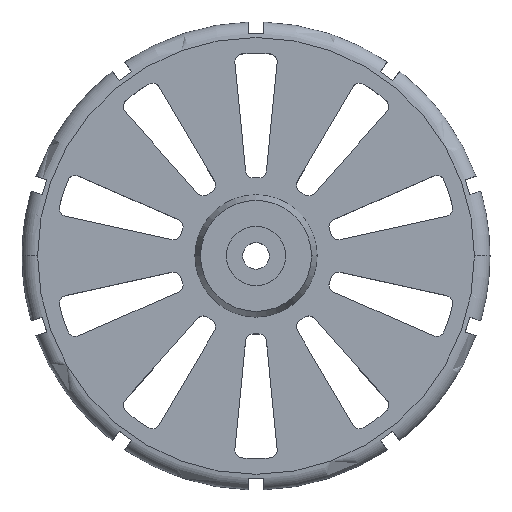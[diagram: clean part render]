
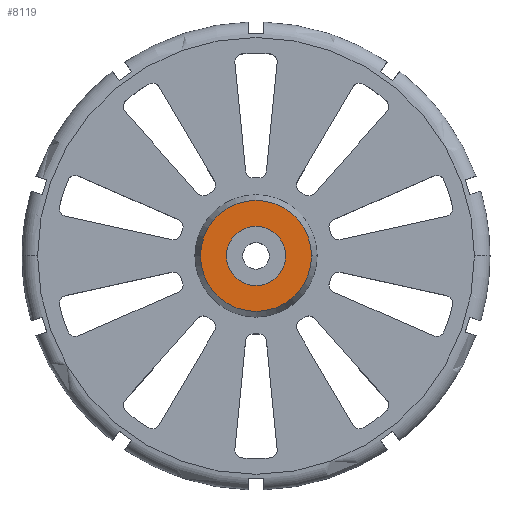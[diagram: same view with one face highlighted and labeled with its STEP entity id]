
A CAD part, top view. The second image highlights one B-rep face of the part: STEP entity #8119.
In plain terms, the highlighted planar face has unit normal (0, 0, 1).
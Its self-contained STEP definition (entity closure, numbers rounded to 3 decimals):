
#36 = CARTESIAN_POINT ( 'NONE',  ( 0., 0., 2. ) ) ;
#410 = CARTESIAN_POINT ( 'NONE',  ( 0., 0., 2. ) ) ;
#519 = CIRCLE ( 'NONE', #1864, 7.114 ) ;
#616 = DIRECTION ( 'NONE',  ( 1., 0., 0. ) ) ;
#756 = CIRCLE ( 'NONE', #2633, 7.114 ) ;
#815 = VERTEX_POINT ( 'NONE', #1898 ) ;
#1308 = DIRECTION ( 'NONE',  ( 1., 0., 0. ) ) ;
#1461 = FACE_OUTER_BOUND ( 'NONE', #4486, .T. ) ;
#1628 = CARTESIAN_POINT ( 'NONE',  ( 0., 0., 2. ) ) ;
#1864 = AXIS2_PLACEMENT_3D ( 'NONE', #1628, #2378, #6887 ) ;
#1898 = CARTESIAN_POINT ( 'NONE',  ( 3.794, 0., 2. ) ) ;
#2378 = DIRECTION ( 'NONE',  ( 0., 0., 1. ) ) ;
#2504 = CARTESIAN_POINT ( 'NONE',  ( -3.794, 0., 2. ) ) ;
#2590 = EDGE_CURVE ( 'NONE', #815, #6311, #5811, .T. ) ;
#2633 = AXIS2_PLACEMENT_3D ( 'NONE', #410, #2927, #7505 ) ;
#2874 = EDGE_LOOP ( 'NONE', ( #6485, #7895 ) ) ;
#2927 = DIRECTION ( 'NONE',  ( 0., 0., 1. ) ) ;
#2928 = DIRECTION ( 'NONE',  ( 1., 0., 0. ) ) ;
#3589 = EDGE_CURVE ( 'NONE', #6311, #815, #8282, .T. ) ;
#4013 = DIRECTION ( 'NONE',  ( 0., 0., 1. ) ) ;
#4486 = EDGE_LOOP ( 'NONE', ( #8280, #7465 ) ) ;
#4622 = AXIS2_PLACEMENT_3D ( 'NONE', #5636, #7039, #1308 ) ;
#4791 = EDGE_CURVE ( 'NONE', #6828, #8337, #756, .T. ) ;
#5051 = CARTESIAN_POINT ( 'NONE',  ( 7.114, 0., 2. ) ) ;
#5463 = DIRECTION ( 'NONE',  ( 0., 0., 1. ) ) ;
#5636 = CARTESIAN_POINT ( 'NONE',  ( 0., 0., 2. ) ) ;
#5811 = CIRCLE ( 'NONE', #8115, 3.794 ) ;
#6074 = CARTESIAN_POINT ( 'NONE',  ( -7.114, 0., 2. ) ) ;
#6161 = EDGE_CURVE ( 'NONE', #8337, #6828, #519, .T. ) ;
#6311 = VERTEX_POINT ( 'NONE', #2504 ) ;
#6485 = ORIENTED_EDGE ( 'NONE', *, *, #2590, .F. ) ;
#6828 = VERTEX_POINT ( 'NONE', #6074 ) ;
#6887 = DIRECTION ( 'NONE',  ( 1., 0., 0. ) ) ;
#7039 = DIRECTION ( 'NONE',  ( 0., 0., 1. ) ) ;
#7243 = FACE_BOUND ( 'NONE', #2874, .T. ) ;
#7465 = ORIENTED_EDGE ( 'NONE', *, *, #4791, .T. ) ;
#7505 = DIRECTION ( 'NONE',  ( 1., 0., 0. ) ) ;
#7659 = AXIS2_PLACEMENT_3D ( 'NONE', #36, #4013, #616 ) ;
#7761 = PLANE ( 'NONE',  #7659 ) ;
#7895 = ORIENTED_EDGE ( 'NONE', *, *, #3589, .F. ) ;
#8104 = CARTESIAN_POINT ( 'NONE',  ( 0., 0., 2. ) ) ;
#8115 = AXIS2_PLACEMENT_3D ( 'NONE', #8104, #5463, #2928 ) ;
#8119 = ADVANCED_FACE ( 'NONE', ( #7243, #1461 ), #7761, .T. ) ;
#8280 = ORIENTED_EDGE ( 'NONE', *, *, #6161, .T. ) ;
#8282 = CIRCLE ( 'NONE', #4622, 3.794 ) ;
#8337 = VERTEX_POINT ( 'NONE', #5051 ) ;
